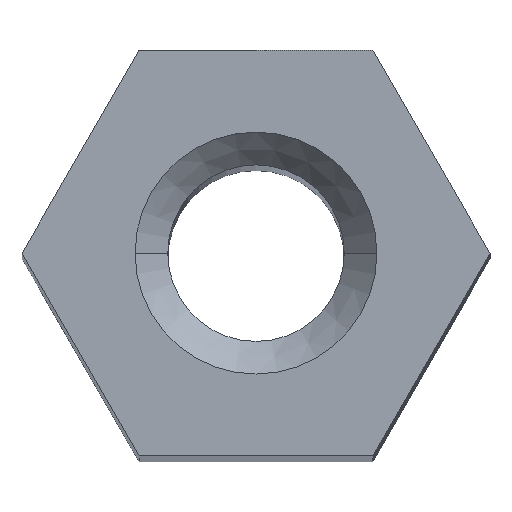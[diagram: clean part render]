
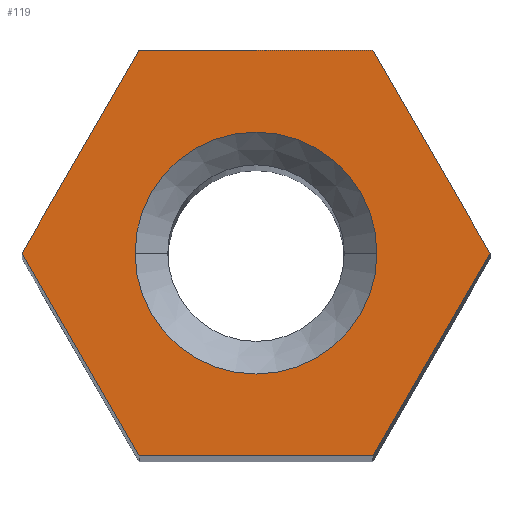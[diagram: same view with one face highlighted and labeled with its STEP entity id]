
A CAD part, top view. The second image highlights one B-rep face of the part: STEP entity #119.
In plain terms, the highlighted planar face has unit normal (0, 0, 1).
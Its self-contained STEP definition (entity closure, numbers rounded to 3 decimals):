
#8 = DIRECTION ( 'NONE',  ( -1., 0., 0. ) ) ;
#17 = DIRECTION ( 'NONE',  ( 0.5, 0.866, 0. ) ) ;
#22 = VERTEX_POINT ( 'NONE', #238 ) ;
#30 = ORIENTED_EDGE ( 'NONE', *, *, #88, .T. ) ;
#32 = ORIENTED_EDGE ( 'NONE', *, *, #429, .T. ) ;
#33 = DIRECTION ( 'NONE',  ( 0.5, -0.866, 0. ) ) ;
#36 = AXIS2_PLACEMENT_3D ( 'NONE', #271, #274, #276 ) ;
#43 = DIRECTION ( 'NONE',  ( 0., 0., -1. ) ) ;
#44 = LINE ( 'NONE', #487, #412 ) ;
#47 = CARTESIAN_POINT ( 'NONE',  ( -3.475, -14.884, 36.369 ) ) ;
#61 = CARTESIAN_POINT ( 'NONE',  ( 1.955, -14.884, 36.369 ) ) ;
#71 = CARTESIAN_POINT ( 'NONE',  ( 0.225, -14.884, 36.369 ) ) ;
#79 = DIRECTION ( 'NONE',  ( -1., 0., 0. ) ) ;
#87 = VECTOR ( 'NONE', #159, 1000. ) ;
#88 = EDGE_CURVE ( 'NONE', #22, #261, #44, .T. ) ;
#95 = CARTESIAN_POINT ( 'NONE',  ( -1.625, -14.884, 36.369 ) ) ;
#105 = CARTESIAN_POINT ( 'NONE',  ( 0.165, -17.984, 36.369 ) ) ;
#107 = VECTOR ( 'NONE', #17, 1000. ) ;
#109 = EDGE_LOOP ( 'NONE', ( #415, #32, #199, #461, #30, #456 ) ) ;
#119 = ADVANCED_FACE ( 'NONE', ( #192, #335 ), #371, .F. ) ;
#125 = AXIS2_PLACEMENT_3D ( 'NONE', #254, #144, #79 ) ;
#144 = DIRECTION ( 'NONE',  ( 0., 0., -1. ) ) ;
#151 = ORIENTED_EDGE ( 'NONE', *, *, #294, .T. ) ;
#152 = DIRECTION ( 'NONE',  ( -1., 0., 0. ) ) ;
#153 = VERTEX_POINT ( 'NONE', #244 ) ;
#159 = DIRECTION ( 'NONE',  ( -0.5, 0.866, 0. ) ) ;
#160 = CIRCLE ( 'NONE', #434, 1.85 ) ;
#174 = CARTESIAN_POINT ( 'NONE',  ( -3.414, -17.984, 36.369 ) ) ;
#177 = VERTEX_POINT ( 'NONE', #193 ) ;
#188 = VERTEX_POINT ( 'NONE', #71 ) ;
#192 = FACE_BOUND ( 'NONE', #247, .T. ) ;
#193 = CARTESIAN_POINT ( 'NONE',  ( 0.165, -11.784, 36.369 ) ) ;
#199 = ORIENTED_EDGE ( 'NONE', *, *, #423, .T. ) ;
#207 = EDGE_CURVE ( 'NONE', #261, #230, #266, .T. ) ;
#230 = VERTEX_POINT ( 'NONE', #105 ) ;
#238 = CARTESIAN_POINT ( 'NONE',  ( -5.204, -14.884, 36.369 ) ) ;
#244 = CARTESIAN_POINT ( 'NONE',  ( -3.414, -11.784, 36.369 ) ) ;
#247 = EDGE_LOOP ( 'NONE', ( #151, #284 ) ) ;
#254 = CARTESIAN_POINT ( 'NONE',  ( -1.625, -21.084, 36.369 ) ) ;
#261 = VERTEX_POINT ( 'NONE', #436 ) ;
#266 = LINE ( 'NONE', #174, #321 ) ;
#271 = CARTESIAN_POINT ( 'NONE',  ( -1.625, -14.884, 36.369 ) ) ;
#274 = DIRECTION ( 'NONE',  ( 0., 0., -1. ) ) ;
#276 = DIRECTION ( 'NONE',  ( -1., 0., 0. ) ) ;
#284 = ORIENTED_EDGE ( 'NONE', *, *, #427, .T. ) ;
#294 = EDGE_CURVE ( 'NONE', #188, #352, #160, .T. ) ;
#300 = EDGE_CURVE ( 'NONE', #230, #361, #347, .T. ) ;
#317 = CARTESIAN_POINT ( 'NONE',  ( -3.414, -11.784, 36.369 ) ) ;
#321 = VECTOR ( 'NONE', #387, 1000. ) ;
#335 = FACE_OUTER_BOUND ( 'NONE', #109, .T. ) ;
#347 = LINE ( 'NONE', #377, #107 ) ;
#352 = VERTEX_POINT ( 'NONE', #47 ) ;
#361 = VERTEX_POINT ( 'NONE', #393 ) ;
#368 = DIRECTION ( 'NONE',  ( -0.5, -0.866, 0. ) ) ;
#371 = PLANE ( 'NONE',  #125 ) ;
#377 = CARTESIAN_POINT ( 'NONE',  ( 0.165, -17.984, 36.369 ) ) ;
#381 = LINE ( 'NONE', #317, #390 ) ;
#387 = DIRECTION ( 'NONE',  ( 1., 0., 0. ) ) ;
#390 = VECTOR ( 'NONE', #368, 1000. ) ;
#393 = CARTESIAN_POINT ( 'NONE',  ( 1.955, -14.884, 36.369 ) ) ;
#404 = EDGE_CURVE ( 'NONE', #153, #22, #381, .T. ) ;
#405 = VECTOR ( 'NONE', #152, 1000. ) ;
#407 = CARTESIAN_POINT ( 'NONE',  ( 0.165, -11.784, 36.369 ) ) ;
#412 = VECTOR ( 'NONE', #33, 1000. ) ;
#415 = ORIENTED_EDGE ( 'NONE', *, *, #300, .T. ) ;
#423 = EDGE_CURVE ( 'NONE', #177, #153, #424, .T. ) ;
#424 = LINE ( 'NONE', #407, #405 ) ;
#427 = EDGE_CURVE ( 'NONE', #352, #188, #468, .T. ) ;
#429 = EDGE_CURVE ( 'NONE', #361, #177, #481, .T. ) ;
#434 = AXIS2_PLACEMENT_3D ( 'NONE', #95, #43, #8 ) ;
#436 = CARTESIAN_POINT ( 'NONE',  ( -3.414, -17.984, 36.369 ) ) ;
#456 = ORIENTED_EDGE ( 'NONE', *, *, #207, .T. ) ;
#461 = ORIENTED_EDGE ( 'NONE', *, *, #404, .T. ) ;
#468 = CIRCLE ( 'NONE', #36, 1.85 ) ;
#481 = LINE ( 'NONE', #61, #87 ) ;
#487 = CARTESIAN_POINT ( 'NONE',  ( -5.204, -14.884, 36.369 ) ) ;
